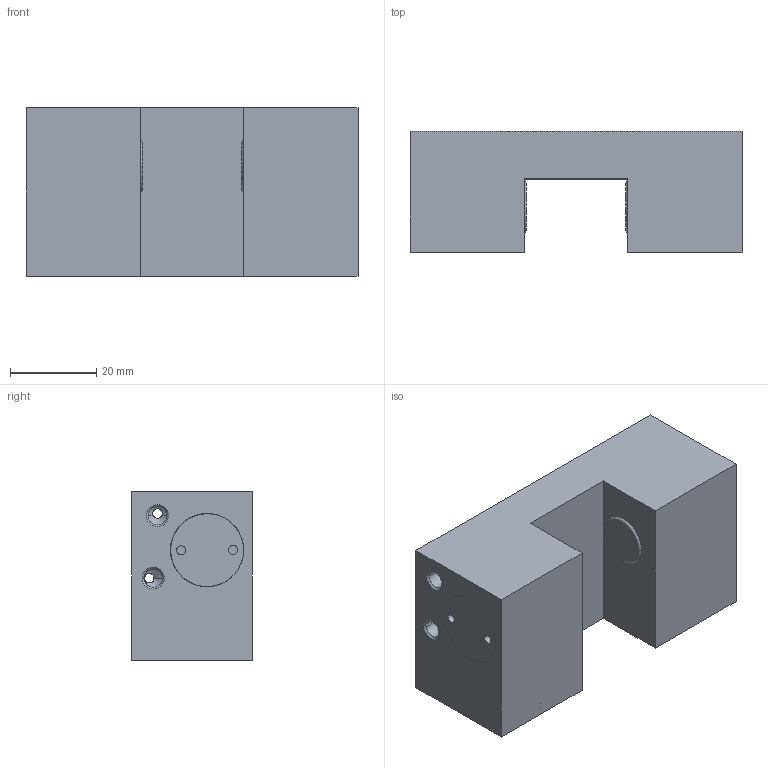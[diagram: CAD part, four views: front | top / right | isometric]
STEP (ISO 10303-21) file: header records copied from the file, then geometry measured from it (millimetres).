
FILE_DESCRIPTION((''),'2;1');
FILE_NAME('FRC25T02SE-DE01','2017-10-17T17:30:28',('pietro.a'),(''),'CREO PARAMETRIC BY PTC INC, 2016510','CREO PARAMETRIC BY PTC INC, 2016510','');
FILE_SCHEMA(('CONFIG_CONTROL_DESIGN'));
Length unit declared in the file: millimetre
Products named in the file (1): FRC25T02SE-DE01
Bounding box: 77 x 28 x 39 mm (x, y, z)
Volume: 47047 mm3; surface area: 22062.1 mm2
Topology: 1 solids, 1 shells, 312 faces, 748 edges, 448 vertices
Faces by surface type: cylinder 136, plane 78, cone 66, torus 16, bspline 12, sphere 4
Entity records: 10638 total; most frequent: CARTESIAN_POINT 3384, DIRECTION 1590, ORIENTED_EDGE 1456, EDGE_CURVE 728, AXIS2_PLACEMENT_3D 644, VERTEX_POINT 448, EDGE_LOOP 350, CIRCLE 344
